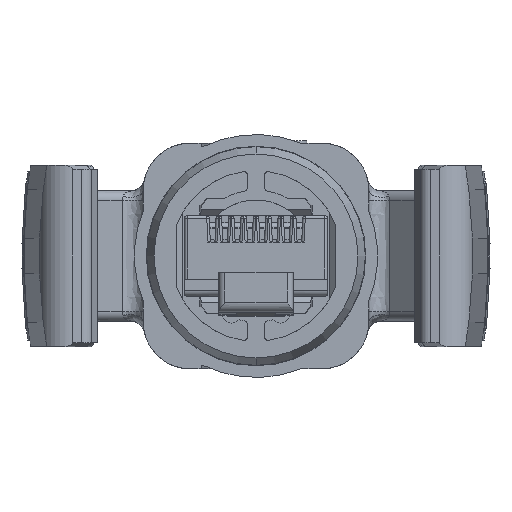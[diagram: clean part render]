
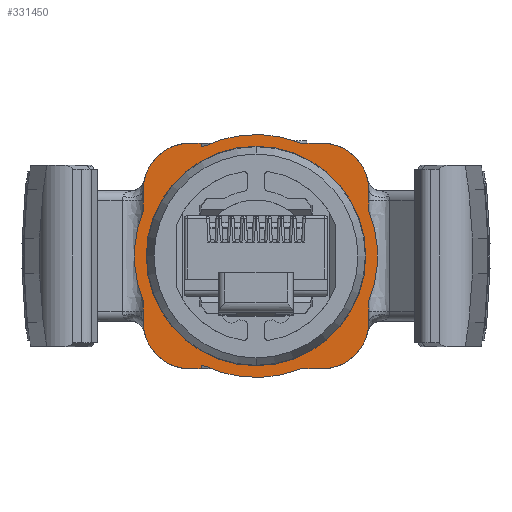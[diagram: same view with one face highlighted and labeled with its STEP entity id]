
A CAD part, front view. The second image highlights one B-rep face of the part: STEP entity #331450.
In plain terms, the highlighted face is planar.
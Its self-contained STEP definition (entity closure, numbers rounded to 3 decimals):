
#329630=CARTESIAN_POINT('',(-8.048,-7.543,
16.484));
#329640=DIRECTION('',(0.,0.,-1.));
#329650=DIRECTION('',(-1.,0.,0.));
#329660=AXIS2_PLACEMENT_3D('',#329630,#329640,#329650);
#329670=PLANE('',#329660);
#329680=CARTESIAN_POINT('',(0.,-0.672,
16.484));
#329690=DIRECTION('',(0.,0.,1.));
#329700=DIRECTION('',(0.,1.,0.));
#329710=AXIS2_PLACEMENT_3D('',#329680,#329690,#329700);
#329720=CIRCLE('',#329710,8.96);
#329730=CARTESIAN_POINT('',(0.,8.288,
16.484));
#329740=VERTEX_POINT('',#329730);
#329750=CARTESIAN_POINT('',(0.,-9.632,
16.484));
#329760=VERTEX_POINT('',#329750);
#329770=EDGE_CURVE('',#329740,#329760,#329720,.T.);
#329780=ORIENTED_EDGE('',*,*,#329770,.T.);
#329790=EDGE_CURVE('',#329760,#329740,#329720,.T.);
#329800=ORIENTED_EDGE('',*,*,#329790,.T.);
#329810=EDGE_LOOP('',(#329800,#329780));
#329820=FACE_BOUND('',#329810,.T.);
#329830=CARTESIAN_POINT('',(-5.36,4.688,16.484
));
#329840=DIRECTION('',(0.,0.,-1.));
#329850=DIRECTION('',(0.,1.,0.));
#329860=AXIS2_PLACEMENT_3D('',#329830,#329840,#329850);
#329870=CIRCLE('',#329860,3.9);
#329880=CARTESIAN_POINT('',(-9.26,4.688,16.484
));
#329890=VERTEX_POINT('',#329880);
#329900=CARTESIAN_POINT('',(-5.36,8.588,16.484
));
#329910=VERTEX_POINT('',#329900);
#329920=EDGE_CURVE('',#329890,#329910,#329870,.T.);
#329930=ORIENTED_EDGE('',*,*,#329920,.T.);
#329940=CARTESIAN_POINT('',(-9.26,56.879,16.484
));
#329950=DIRECTION('',(0.,1.,0.));
#329960=VECTOR('',#329950,1.);
#329970=LINE('',#329940,#329960);
#329980=CARTESIAN_POINT('',(-9.26,2.996,16.484
));
#329990=VERTEX_POINT('',#329980);
#330000=EDGE_CURVE('',#329990,#329890,#329970,.T.);
#330010=ORIENTED_EDGE('',*,*,#330000,.T.);
#330020=CARTESIAN_POINT('',(0.,-0.672,
16.484));
#330030=DIRECTION('',(0.,0.,1.));
#330040=DIRECTION('',(1.,0.,0.));
#330050=AXIS2_PLACEMENT_3D('',#330020,#330030,#330040);
#330060=CIRCLE('',#330050,9.96);
#330070=CARTESIAN_POINT('',(-9.26,-4.34,
16.484));
#330080=VERTEX_POINT('',#330070);
#330090=EDGE_CURVE('',#329990,#330080,#330060,.T.);
#330100=ORIENTED_EDGE('',*,*,#330090,.F.);
#330110=CARTESIAN_POINT('',(-9.26,-6.032,
16.484));
#330120=VERTEX_POINT('',#330110);
#330130=EDGE_CURVE('',#330120,#330080,#329970,.T.);
#330140=ORIENTED_EDGE('',*,*,#330130,.T.);
#330150=CARTESIAN_POINT('',(-5.36,-6.032,
16.484));
#330160=DIRECTION('',(0.,0.,1.));
#330170=DIRECTION('',(0.,-1.,0.));
#330180=AXIS2_PLACEMENT_3D('',#330150,#330160,#330170);
#330190=CIRCLE('',#330180,3.9);
#330200=CARTESIAN_POINT('',(-5.36,-9.932,
16.484));
#330210=VERTEX_POINT('',#330200);
#330220=EDGE_CURVE('',#330120,#330210,#330190,.T.);
#330230=ORIENTED_EDGE('',*,*,#330220,.F.);
#330240=CARTESIAN_POINT('',(-1.,-9.932,
16.484));
#330250=DIRECTION('',(-1.,0.,0.));
#330260=VECTOR('',#330250,1.);
#330270=LINE('',#330240,#330260);
#330280=CARTESIAN_POINT('',(-3.668,-9.932,
16.484));
#330290=VERTEX_POINT('',#330280);
#330300=EDGE_CURVE('',#330290,#330210,#330270,.T.);
#330310=ORIENTED_EDGE('',*,*,#330300,.T.);
#330320=CARTESIAN_POINT('',(0.,-0.672,
16.484));
#330330=DIRECTION('',(0.,0.,1.));
#330340=DIRECTION('',(0.,1.,0.));
#330350=AXIS2_PLACEMENT_3D('',#330320,#330330,#330340);
#330360=CIRCLE('',#330350,9.96);
#330370=CARTESIAN_POINT('',(4.35,-9.632,16.484
));
#330380=VERTEX_POINT('',#330370);
#330390=EDGE_CURVE('',#330290,#330380,#330360,.T.);
#330400=ORIENTED_EDGE('',*,*,#330390,.F.);
#330410=CARTESIAN_POINT('',(-1.,-9.632,
16.484));
#330420=DIRECTION('',(-1.,0.,0.));
#330430=VECTOR('',#330420,1.);
#330440=LINE('',#330410,#330430);
#330450=CARTESIAN_POINT('',(4.5,-9.632,16.484
));
#330460=VERTEX_POINT('',#330450);
#330470=EDGE_CURVE('',#330460,#330380,#330440,.T.);
#330480=ORIENTED_EDGE('',*,*,#330470,.T.);
#330490=CARTESIAN_POINT('',(4.5,56.879,16.484)
);
#330500=DIRECTION('',(0.,1.,0.));
#330510=VECTOR('',#330500,1.);
#330520=LINE('',#330490,#330510);
#330530=CARTESIAN_POINT('',(4.5,-9.932,16.484
));
#330540=VERTEX_POINT('',#330530);
#330550=EDGE_CURVE('',#330540,#330460,#330520,.T.);
#330560=ORIENTED_EDGE('',*,*,#330550,.T.);
#330570=CARTESIAN_POINT('',(-1.,-9.932,
16.484));
#330580=DIRECTION('',(1.,0.,0.));
#330590=VECTOR('',#330580,1.);
#330600=LINE('',#330570,#330590);
#330610=CARTESIAN_POINT('',(5.36,-9.932,16.484
));
#330620=VERTEX_POINT('',#330610);
#330630=EDGE_CURVE('',#330540,#330620,#330600,.T.);
#330640=ORIENTED_EDGE('',*,*,#330630,.F.);
#330650=CARTESIAN_POINT('',(5.36,-6.032,16.484
));
#330660=DIRECTION('',(0.,0.,-1.));
#330670=DIRECTION('',(0.,1.,0.));
#330680=AXIS2_PLACEMENT_3D('',#330650,#330660,#330670);
#330690=CIRCLE('',#330680,3.9);
#330700=CARTESIAN_POINT('',(9.26,-6.032,16.484
));
#330710=VERTEX_POINT('',#330700);
#330720=EDGE_CURVE('',#330710,#330620,#330690,.T.);
#330730=ORIENTED_EDGE('',*,*,#330720,.T.);
#330740=CARTESIAN_POINT('',(9.26,56.879,16.484)
);
#330750=DIRECTION('',(0.,-1.,0.));
#330760=VECTOR('',#330750,1.);
#330770=LINE('',#330740,#330760);
#330780=CARTESIAN_POINT('',(9.26,-4.34,16.484
));
#330790=VERTEX_POINT('',#330780);
#330800=EDGE_CURVE('',#330790,#330710,#330770,.T.);
#330810=ORIENTED_EDGE('',*,*,#330800,.T.);
#330820=CARTESIAN_POINT('',(0.,-0.672,
16.484));
#330830=DIRECTION('',(0.,0.,1.));
#330840=DIRECTION('',(-1.,0.,0.));
#330850=AXIS2_PLACEMENT_3D('',#330820,#330830,#330840);
#330860=CIRCLE('',#330850,9.96);
#330870=CARTESIAN_POINT('',(9.26,2.996,16.484)
);
#330880=VERTEX_POINT('',#330870);
#330890=EDGE_CURVE('',#330790,#330880,#330860,.T.);
#330900=ORIENTED_EDGE('',*,*,#330890,.F.);
#330910=CARTESIAN_POINT('',(9.26,4.688,16.484)
);
#330920=VERTEX_POINT('',#330910);
#330930=EDGE_CURVE('',#330920,#330880,#330770,.T.);
#330940=ORIENTED_EDGE('',*,*,#330930,.T.);
#330950=CARTESIAN_POINT('',(5.36,4.688,16.484)
);
#330960=DIRECTION('',(0.,0.,-1.));
#330970=DIRECTION('',(0.,1.,0.));
#330980=AXIS2_PLACEMENT_3D('',#330950,#330960,#330970);
#330990=CIRCLE('',#330980,3.9);
#331000=CARTESIAN_POINT('',(5.36,8.588,16.484)
);
#331010=VERTEX_POINT('',#331000);
#331020=EDGE_CURVE('',#331010,#330920,#330990,.T.);
#331030=ORIENTED_EDGE('',*,*,#331020,.T.);
#331040=CARTESIAN_POINT('',(-1.,8.588,
16.484));
#331050=DIRECTION('',(-1.,0.,0.));
#331060=VECTOR('',#331050,1.);
#331070=LINE('',#331040,#331060);
#331080=CARTESIAN_POINT('',(4.5,8.588,16.484)
);
#331090=VERTEX_POINT('',#331080);
#331100=EDGE_CURVE('',#331010,#331090,#331070,.T.);
#331110=ORIENTED_EDGE('',*,*,#331100,.F.);
#331120=CARTESIAN_POINT('',(4.5,56.879,16.484)
);
#331130=DIRECTION('',(0.,1.,0.));
#331140=VECTOR('',#331130,1.);
#331150=LINE('',#331120,#331140);
#331160=CARTESIAN_POINT('',(4.5,8.288,16.484)
);
#331170=VERTEX_POINT('',#331160);
#331180=EDGE_CURVE('',#331170,#331090,#331150,.T.);
#331190=ORIENTED_EDGE('',*,*,#331180,.T.);
#331200=CARTESIAN_POINT('',(-1.,8.288,
16.484));
#331210=DIRECTION('',(-1.,0.,0.));
#331220=VECTOR('',#331210,1.);
#331230=LINE('',#331200,#331220);
#331240=CARTESIAN_POINT('',(4.35,8.288,16.484)
);
#331250=VERTEX_POINT('',#331240);
#331260=EDGE_CURVE('',#331170,#331250,#331230,.T.);
#331270=ORIENTED_EDGE('',*,*,#331260,.F.);
#331280=CARTESIAN_POINT('',(0.,-0.672,
16.484));
#331290=DIRECTION('',(0.,0.,1.));
#331300=DIRECTION('',(0.,-1.,0.));
#331310=AXIS2_PLACEMENT_3D('',#331280,#331290,#331300);
#331320=CIRCLE('',#331310,9.96);
#331330=CARTESIAN_POINT('',(-3.668,8.588,16.484
));
#331340=VERTEX_POINT('',#331330);
#331350=EDGE_CURVE('',#331250,#331340,#331320,.T.);
#331360=ORIENTED_EDGE('',*,*,#331350,.F.);
#331370=CARTESIAN_POINT('',(-1.,8.588,
16.484));
#331380=DIRECTION('',(1.,0.,0.));
#331390=VECTOR('',#331380,1.);
#331400=LINE('',#331370,#331390);
#331410=EDGE_CURVE('',#329910,#331340,#331400,.T.);
#331420=ORIENTED_EDGE('',*,*,#331410,.T.);
#331430=EDGE_LOOP('',(#331420,#331360,#331270,#331190,#331110,#331030,
#330940,#330900,#330810,#330730,#330640,#330560,#330480,#330400,#330310,
#330230,#330140,#330100,#330010,#329930));
#331440=FACE_OUTER_BOUND('',#331430,.T.);
#331450=ADVANCED_FACE('',(#329820,#331440),#329670,.T.);
